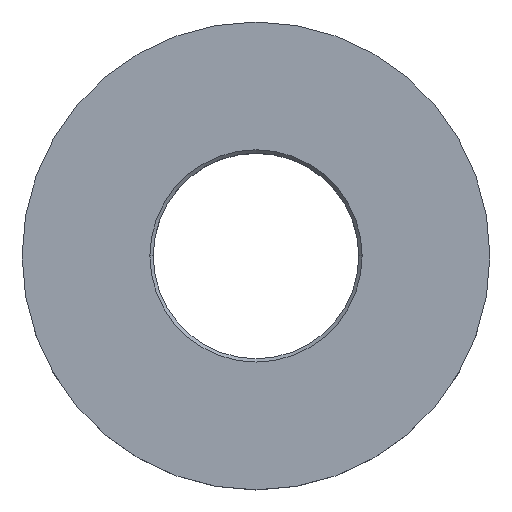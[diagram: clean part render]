
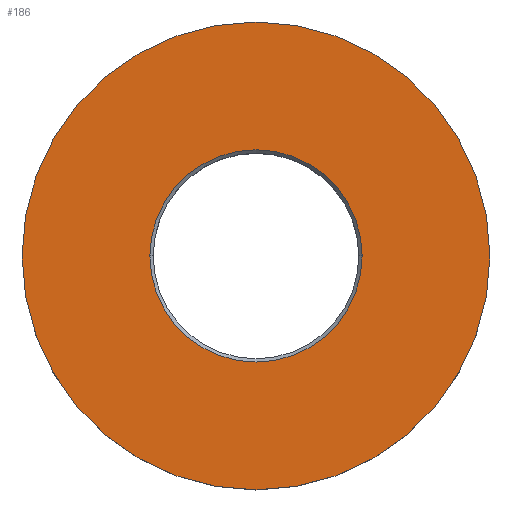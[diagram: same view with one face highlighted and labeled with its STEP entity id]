
A CAD part, top view. The second image highlights one B-rep face of the part: STEP entity #186.
In plain terms, the highlighted planar face has unit normal (0, 0, 1).
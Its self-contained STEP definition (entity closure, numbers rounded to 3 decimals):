
#2 = DIRECTION ( 'NONE',  ( 0., 0., -1. ) ) ;
#13 = CARTESIAN_POINT ( 'NONE',  ( -12.703, 0., 0. ) ) ;
#18 = CARTESIAN_POINT ( 'NONE',  ( 0., 0., 0. ) ) ;
#20 = EDGE_CURVE ( 'NONE', #100, #23, #129, .T. ) ;
#21 = CARTESIAN_POINT ( 'NONE',  ( -28., 0., 0. ) ) ;
#23 = VERTEX_POINT ( 'NONE', #348 ) ;
#24 = AXIS2_PLACEMENT_3D ( 'NONE', #91, #445, #327 ) ;
#38 = CARTESIAN_POINT ( 'NONE',  ( 0., 0., 0. ) ) ;
#84 = FACE_OUTER_BOUND ( 'NONE', #400, .T. ) ;
#90 = DIRECTION ( 'NONE',  ( 1., 0., 0. ) ) ;
#91 = CARTESIAN_POINT ( 'NONE',  ( 0., 28., 0. ) ) ;
#100 = VERTEX_POINT ( 'NONE', #13 ) ;
#107 = CARTESIAN_POINT ( 'NONE',  ( 0., 0., 0. ) ) ;
#108 = DIRECTION ( 'NONE',  ( 0., 0., 1. ) ) ;
#122 = EDGE_CURVE ( 'NONE', #182, #135, #207, .T. ) ;
#129 = CIRCLE ( 'NONE', #498, 12.703 ) ;
#135 = VERTEX_POINT ( 'NONE', #208 ) ;
#152 = DIRECTION ( 'NONE',  ( 0., 0., -1. ) ) ;
#182 = VERTEX_POINT ( 'NONE', #21 ) ;
#186 = ADVANCED_FACE ( 'NONE', ( #289, #84 ), #321, .F. ) ;
#188 = CARTESIAN_POINT ( 'NONE',  ( 0., 0., 0. ) ) ;
#193 = ORIENTED_EDGE ( 'NONE', *, *, #20, .T. ) ;
#207 = CIRCLE ( 'NONE', #386, 28. ) ;
#208 = CARTESIAN_POINT ( 'NONE',  ( 28., 0., 0. ) ) ;
#223 = DIRECTION ( 'NONE',  ( 1., 0., 0. ) ) ;
#256 = ORIENTED_EDGE ( 'NONE', *, *, #368, .T. ) ;
#277 = CIRCLE ( 'NONE', #372, 12.703 ) ;
#288 = DIRECTION ( 'NONE',  ( 0., 0., 1. ) ) ;
#289 = FACE_BOUND ( 'NONE', #464, .T. ) ;
#292 = ORIENTED_EDGE ( 'NONE', *, *, #122, .T. ) ;
#321 = PLANE ( 'NONE',  #24 ) ;
#327 = DIRECTION ( 'NONE',  ( -1., 0., 0. ) ) ;
#346 = ORIENTED_EDGE ( 'NONE', *, *, #473, .T. ) ;
#348 = CARTESIAN_POINT ( 'NONE',  ( 12.703, 0., 0. ) ) ;
#368 = EDGE_CURVE ( 'NONE', #135, #182, #380, .T. ) ;
#372 = AXIS2_PLACEMENT_3D ( 'NONE', #188, #152, #474 ) ;
#380 = CIRCLE ( 'NONE', #470, 28. ) ;
#386 = AXIS2_PLACEMENT_3D ( 'NONE', #18, #288, #90 ) ;
#400 = EDGE_LOOP ( 'NONE', ( #256, #292 ) ) ;
#445 = DIRECTION ( 'NONE',  ( 0., 0., -1. ) ) ;
#464 = EDGE_LOOP ( 'NONE', ( #346, #193 ) ) ;
#470 = AXIS2_PLACEMENT_3D ( 'NONE', #107, #108, #223 ) ;
#473 = EDGE_CURVE ( 'NONE', #23, #100, #277, .T. ) ;
#474 = DIRECTION ( 'NONE',  ( -1., 0., 0. ) ) ;
#498 = AXIS2_PLACEMENT_3D ( 'NONE', #38, #2, #508 ) ;
#508 = DIRECTION ( 'NONE',  ( -1., 0., 0. ) ) ;
